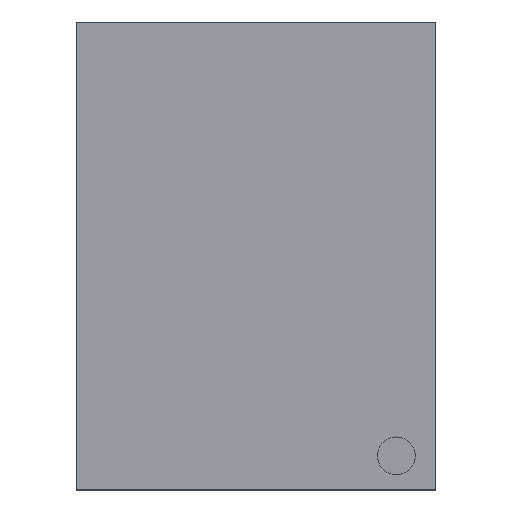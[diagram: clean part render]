
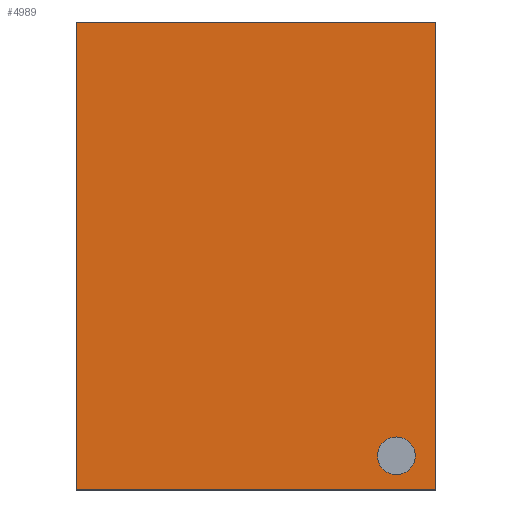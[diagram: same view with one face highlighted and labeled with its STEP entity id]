
A CAD part, top view. The second image highlights one B-rep face of the part: STEP entity #4989.
In plain terms, the highlighted planar face has unit normal (0, 0, 1).
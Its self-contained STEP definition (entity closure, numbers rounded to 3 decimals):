
#75=CIRCLE('',#5217,0.262);
#298=ORIENTED_EDGE('',*,*,#1362,.T.);
#299=ORIENTED_EDGE('',*,*,#1355,.T.);
#300=ORIENTED_EDGE('',*,*,#1358,.T.);
#301=ORIENTED_EDGE('',*,*,#1360,.T.);
#302=ORIENTED_EDGE('',*,*,#1361,.T.);
#1355=EDGE_CURVE('',#1891,#1890,#2222,.T.);
#1358=EDGE_CURVE('',#1890,#1892,#2225,.T.);
#1360=EDGE_CURVE('',#1892,#1893,#2227,.T.);
#1361=EDGE_CURVE('',#1893,#1891,#2228,.T.);
#1362=EDGE_CURVE('',#1894,#1894,#75,.T.);
#1890=VERTEX_POINT('',#6779);
#1891=VERTEX_POINT('',#6781);
#1892=VERTEX_POINT('',#6785);
#1893=VERTEX_POINT('',#6789);
#1894=VERTEX_POINT('',#6795);
#2222=LINE('',#6780,#2702);
#2225=LINE('',#6786,#2705);
#2227=LINE('',#6790,#2707);
#2228=LINE('',#6792,#2708);
#2702=VECTOR('',#5647,1000.);
#2705=VECTOR('',#5652,1000.);
#2707=VECTOR('',#5656,1000.);
#2708=VECTOR('',#5659,1000.);
#3048=EDGE_LOOP('',(#298));
#3049=EDGE_LOOP('',(#299,#300,#301,#302));
#3258=FACE_BOUND('',#3048,.T.);
#3259=FACE_BOUND('',#3049,.T.);
#3455=PLANE('',#5216);
#4989=ADVANCED_FACE('',(#3258,#3259),#3455,.T.);
#5216=AXIS2_PLACEMENT_3D('',#6793,#5660,#5661);
#5217=AXIS2_PLACEMENT_3D('',#6794,#5662,#5663);
#5647=DIRECTION('',(1.,0.,0.));
#5652=DIRECTION('',(0.,1.,0.));
#5656=DIRECTION('',(-1.,0.,0.));
#5659=DIRECTION('',(0.,-1.,0.));
#5660=DIRECTION('',(0.,0.,1.));
#5661=DIRECTION('',(1.,0.,0.));
#5662=DIRECTION('',(0.,0.,-1.));
#5663=DIRECTION('',(-1.,0.,0.));
#6779=CARTESIAN_POINT('',(2.5,-3.25,1.12));
#6780=CARTESIAN_POINT('',(-2.5,-3.25,1.12));
#6781=CARTESIAN_POINT('',(-2.5,-3.25,1.12));
#6785=CARTESIAN_POINT('',(2.5,3.25,1.12));
#6786=CARTESIAN_POINT('',(2.5,-3.25,1.12));
#6789=CARTESIAN_POINT('',(-2.5,3.25,1.12));
#6790=CARTESIAN_POINT('',(2.5,3.25,1.12));
#6792=CARTESIAN_POINT('',(-2.5,3.25,1.12));
#6793=CARTESIAN_POINT('',(0.,0.,1.12));
#6794=CARTESIAN_POINT('',(1.95,-2.777,1.12));
#6795=CARTESIAN_POINT('',(1.688,-2.777,1.12));
